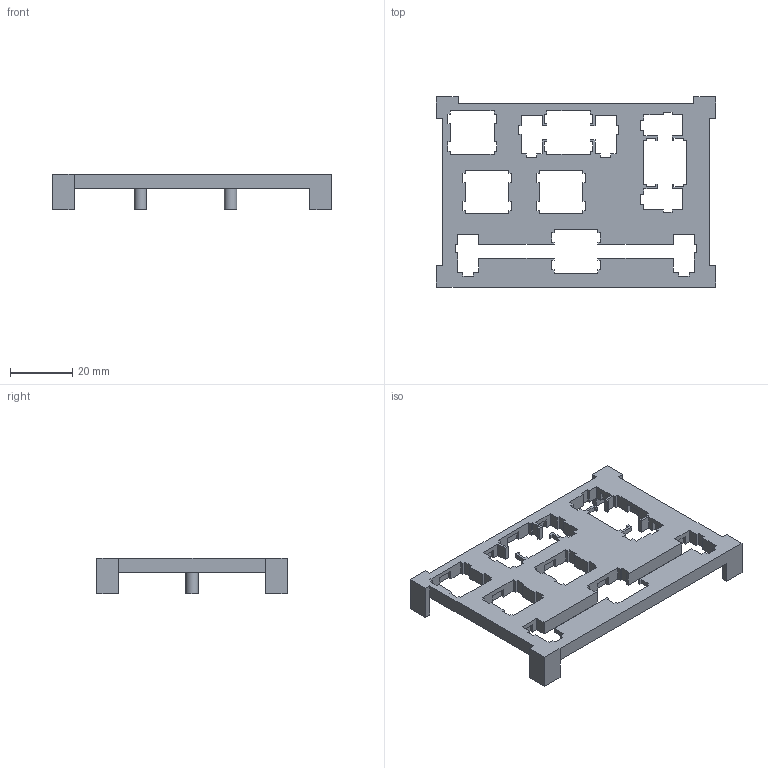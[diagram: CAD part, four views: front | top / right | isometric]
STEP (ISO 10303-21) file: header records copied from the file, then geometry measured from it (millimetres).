
FILE_DESCRIPTION(/* description */ ('STEP AP242','CAx-IF Rec.Pracs.---Representation and Presentation of Product Manufacturing Information (PMI)---4.0---2014-10-13','CAx-IF Rec.Pracs.---3D Tessellated Geometry---0.4---2014-09-14','2;1'),/* implementation_level */ '2;1');
FILE_NAME(/* name */ '66717ef800c0bf5a21c75126',/* time_stamp */ '2024-06-18T12:35:04Z',/* author */ (''),/* organization */ (''),/* preprocessor_version */ 'ST-DEVELOPER v20',/* originating_system */ ' ',/* authorisation */ ' ');
FILE_SCHEMA (('AP242_MANAGED_MODEL_BASED_3D_ENGINEERING_MIM_LF { 1 0 10303 442 1 1 4 }'));
Length unit declared in the file: metre
Products named in the file (1): keys-test-plate
Bounding box: 89.73 x 61.18 x 11.5 mm (x, y, z)
Volume: 12955.9 mm3; surface area: 11596.5 mm2
Topology: 1 solids, 1 shells, 318 faces, 938 edges, 623 vertices
Faces by surface type: plane 316, cylinder 2
Full cylindrical faces by diameter (mm): 4 x2
Entity records: 10406 total; most frequent: CARTESIAN_POINT 1878, ORIENTED_EDGE 1872, DIRECTION 1578, EDGE_CURVE 936, LINE 932, VECTOR 932, VERTEX_POINT 623, EDGE_LOOP 333
